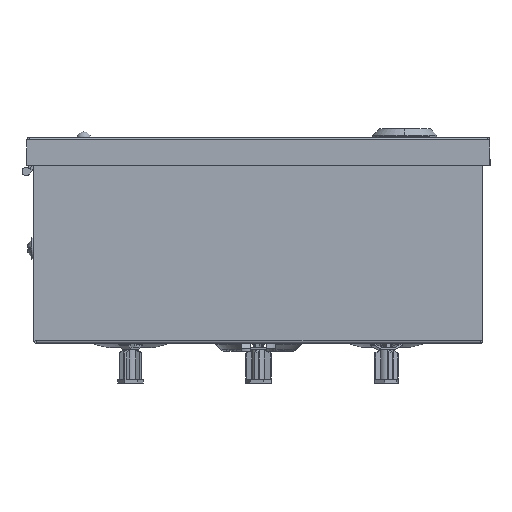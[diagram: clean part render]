
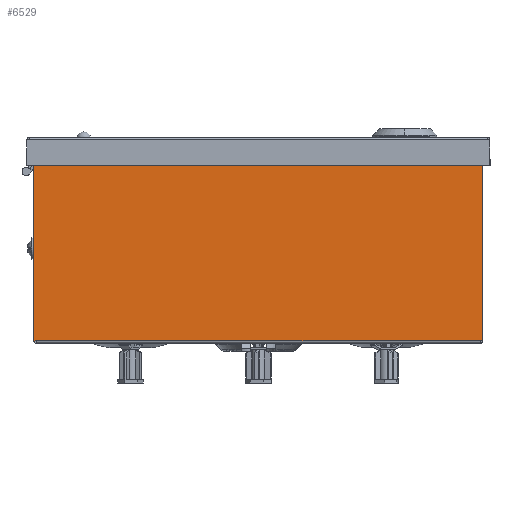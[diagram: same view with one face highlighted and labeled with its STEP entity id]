
A CAD part, front view. The second image highlights one B-rep face of the part: STEP entity #6529.
In plain terms, the highlighted planar face has unit normal (0, -1, 0).
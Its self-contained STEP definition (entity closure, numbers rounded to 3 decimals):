
#2222 = AXIS2_PLACEMENT_3D ( 'NONE', #133319, #131866, #30995 ) ;
#2615 = ORIENTED_EDGE ( 'NONE', *, *, #119810, .T. ) ;
#6249 = ORIENTED_EDGE ( 'NONE', *, *, #81991, .F. ) ;
#6529 = ADVANCED_FACE ( 'NONE', ( #100916 ), #64821, .F. ) ;
#8133 = EDGE_CURVE ( 'NONE', #18625, #52018, #14818, .T. ) ;
#11965 = EDGE_CURVE ( 'NONE', #116632, #68021, #84462, .T. ) ;
#14818 = LINE ( 'NONE', #138492, #141813 ) ;
#15262 = CARTESIAN_POINT ( 'NONE',  ( 0., -99., 69.7 ) ) ;
#17704 = DIRECTION ( 'NONE',  ( -1., 0., 0. ) ) ;
#18625 = VERTEX_POINT ( 'NONE', #98901 ) ;
#19239 = CARTESIAN_POINT ( 'NONE',  ( -79., -99., 69.7 ) ) ;
#19249 = CARTESIAN_POINT ( 'NONE',  ( -79., -99., 0.1 ) ) ;
#30995 = DIRECTION ( 'NONE',  ( 0., 0., 1. ) ) ;
#34013 = EDGE_CURVE ( 'NONE', #52018, #68021, #114504, .T. ) ;
#40125 = EDGE_LOOP ( 'NONE', ( #6249, #109458, #2615, #127197, #75047, #121769 ) ) ;
#43778 = DIRECTION ( 'NONE',  ( 0., 0., 1. ) ) ;
#50528 = CARTESIAN_POINT ( 'NONE',  ( -79., -99., 0. ) ) ;
#52018 = VERTEX_POINT ( 'NONE', #128533 ) ;
#59932 = VECTOR ( 'NONE', #43778, 1000. ) ;
#60108 = DIRECTION ( 'NONE',  ( -1., 0., 0. ) ) ;
#60475 = EDGE_CURVE ( 'NONE', #130360, #71628, #99765, .T. ) ;
#61587 = DIRECTION ( 'NONE',  ( 0., 0., -1. ) ) ;
#64821 = PLANE ( 'NONE',  #2222 ) ;
#66830 = CARTESIAN_POINT ( 'NONE',  ( 79., -99., 0.1 ) ) ;
#68021 = VERTEX_POINT ( 'NONE', #144447 ) ;
#71628 = VERTEX_POINT ( 'NONE', #92789 ) ;
#75047 = ORIENTED_EDGE ( 'NONE', *, *, #34013, .F. ) ;
#80720 = VECTOR ( 'NONE', #90266, 1000. ) ;
#81991 = EDGE_CURVE ( 'NONE', #130360, #18625, #86309, .T. ) ;
#84462 = LINE ( 'NONE', #50528, #106352 ) ;
#86309 = LINE ( 'NONE', #19249, #137319 ) ;
#90266 = DIRECTION ( 'NONE',  ( -1., 0., 0. ) ) ;
#92427 = CARTESIAN_POINT ( 'NONE',  ( -79., -99., 0.1 ) ) ;
#92789 = CARTESIAN_POINT ( 'NONE',  ( 79., -99., 69.7 ) ) ;
#98901 = CARTESIAN_POINT ( 'NONE',  ( 78.1, -99., 0.1 ) ) ;
#99765 = LINE ( 'NONE', #145409, #59932 ) ;
#100916 = FACE_OUTER_BOUND ( 'NONE', #40125, .T. ) ;
#106352 = VECTOR ( 'NONE', #61587, 1000. ) ;
#109089 = DIRECTION ( 'NONE',  ( -1., 0., 0. ) ) ;
#109458 = ORIENTED_EDGE ( 'NONE', *, *, #60475, .T. ) ;
#114504 = LINE ( 'NONE', #92427, #80720 ) ;
#116107 = LINE ( 'NONE', #15262, #122922 ) ;
#116632 = VERTEX_POINT ( 'NONE', #19239 ) ;
#119810 = EDGE_CURVE ( 'NONE', #71628, #116632, #116107, .T. ) ;
#121769 = ORIENTED_EDGE ( 'NONE', *, *, #8133, .F. ) ;
#122922 = VECTOR ( 'NONE', #60108, 1000. ) ;
#127197 = ORIENTED_EDGE ( 'NONE', *, *, #11965, .T. ) ;
#128533 = CARTESIAN_POINT ( 'NONE',  ( -78.1, -99., 0.1 ) ) ;
#130360 = VERTEX_POINT ( 'NONE', #66830 ) ;
#131866 = DIRECTION ( 'NONE',  ( 0., 1., 0. ) ) ;
#133319 = CARTESIAN_POINT ( 'NONE',  ( 0., -99., 0. ) ) ;
#137319 = VECTOR ( 'NONE', #109089, 1000. ) ;
#138492 = CARTESIAN_POINT ( 'NONE',  ( -79., -99., 0.1 ) ) ;
#141813 = VECTOR ( 'NONE', #17704, 1000. ) ;
#144447 = CARTESIAN_POINT ( 'NONE',  ( -79., -99., 0.1 ) ) ;
#145409 = CARTESIAN_POINT ( 'NONE',  ( 79., -99., 0. ) ) ;
